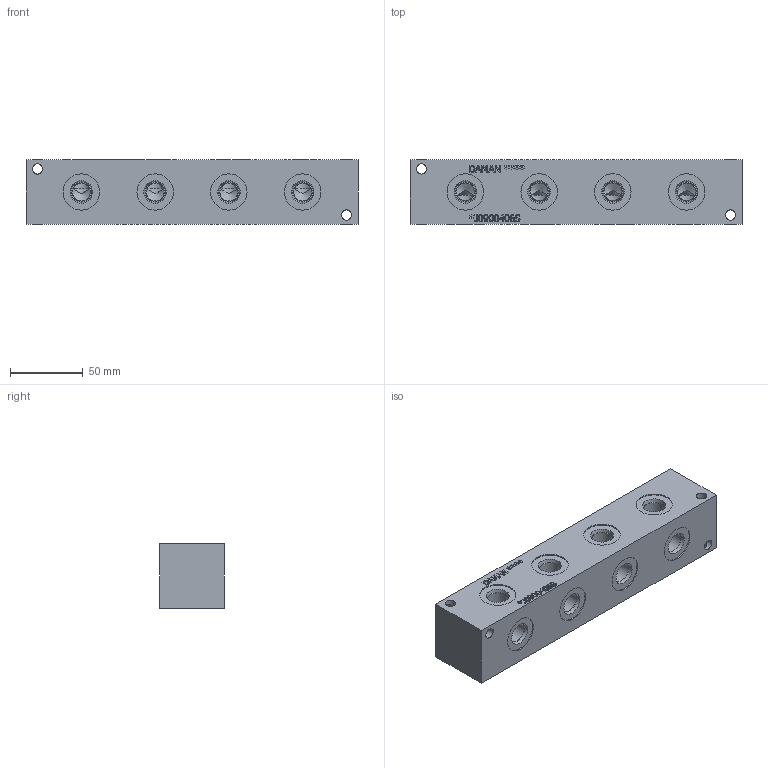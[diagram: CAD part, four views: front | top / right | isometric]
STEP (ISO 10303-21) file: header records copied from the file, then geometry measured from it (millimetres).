
FILE_DESCRIPTION(/* description */ (''),/* implementation_level */ '2;1');
FILE_NAME(/* name */ '_J0900406S.stp',/* time_stamp */ '2022-08-05T13:46:18-04:00',/* author */ ('bobbyh'),/* organization */ (''),/* preprocessor_version */ 'ST-DEVELOPER v18',/* originating_system */ 'Autodesk Inventor 2020',/* authorisation */ '');
FILE_SCHEMA (('AUTOMOTIVE_DESIGN { 1 0 10303 214 3 1 1 }'));
Length unit declared in the file: millimetre
Products named in the file (1): Part_+J0900406S_3D
Bounding box: 228.6 x 44.45 x 44.45 mm (x, y, z)
Volume: 418552.6 mm3; surface area: 54122.9 mm2
Topology: 1 solids, 1 shells, 416 faces, 1117 edges, 744 vertices
Faces by surface type: plane 221, bspline 115, cylinder 48, cone 32
Full cylindrical faces by diameter (mm): 7.137 x8, 12.9 x1, 12.903 x7, 14.275 x8, 14.529 x8, 25.019 x8
Entity records: 14059 total; most frequent: CARTESIAN_POINT 3892, ORIENTED_EDGE 2234, DIRECTION 1647, EDGE_CURVE 1117, VERTEX_POINT 744, LINE 693, VECTOR 693, EDGE_LOOP 477
